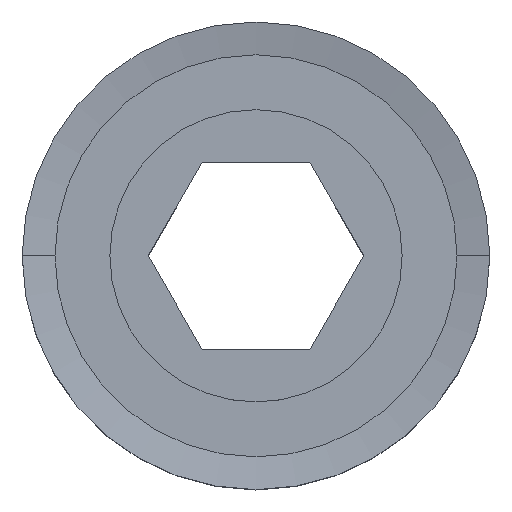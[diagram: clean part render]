
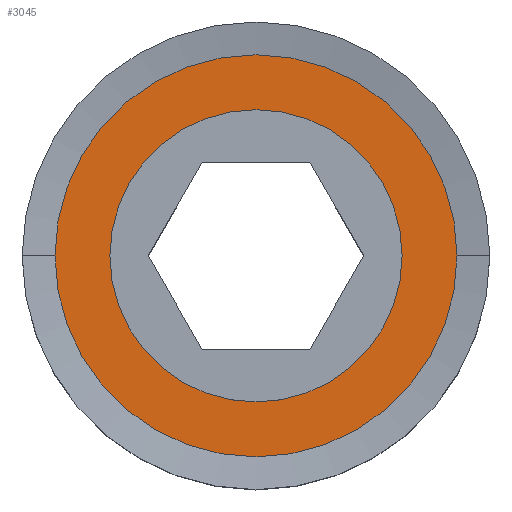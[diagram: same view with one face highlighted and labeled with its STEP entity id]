
A CAD part, top view. The second image highlights one B-rep face of the part: STEP entity #3045.
In plain terms, the highlighted planar face has unit normal (0, 0, 1).
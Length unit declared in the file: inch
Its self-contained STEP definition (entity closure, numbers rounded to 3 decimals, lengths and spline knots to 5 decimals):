
#69 = DIRECTION ( 'NONE',  ( 0., 0., 1. ) ) ;
#167 = VERTEX_POINT ( 'NONE', #16937 ) ;
#309 = DIRECTION ( 'NONE',  ( 0., 0., 1. ) ) ;
#407 = FACE_OUTER_BOUND ( 'NONE', #15096, .T. ) ;
#1356 = DIRECTION ( 'NONE',  ( 1., 0., 0. ) ) ;
#1515 = AXIS2_PLACEMENT_3D ( 'NONE', #16628, #4734, #1850 ) ;
#1761 = EDGE_CURVE ( 'NONE', #7273, #167, #9873, .T. ) ;
#1766 = CIRCLE ( 'NONE', #13165, 0.3937 ) ;
#1850 = DIRECTION ( 'NONE',  ( 1., 0., 0. ) ) ;
#1877 = AXIS2_PLACEMENT_3D ( 'NONE', #7437, #69, #1356 ) ;
#2366 = CARTESIAN_POINT ( 'NONE',  ( -0.3937, 0., 0.27067 ) ) ;
#2627 = DIRECTION ( 'NONE',  ( 0., 0., -1. ) ) ;
#2724 = CARTESIAN_POINT ( 'NONE',  ( 0., 0., 0.27067 ) ) ;
#3045 = ADVANCED_FACE ( 'NONE', ( #407, #3148 ), #13594, .T. ) ;
#3148 = FACE_BOUND ( 'NONE', #17183, .T. ) ;
#3247 = AXIS2_PLACEMENT_3D ( 'NONE', #2724, #2627, #8517 ) ;
#3269 = EDGE_CURVE ( 'NONE', #14387, #7584, #18371, .T. ) ;
#4734 = DIRECTION ( 'NONE',  ( 0., 0., 1. ) ) ;
#4979 = DIRECTION ( 'NONE',  ( 1., 0., 0. ) ) ;
#5301 = CARTESIAN_POINT ( 'NONE',  ( -0.54154, 0., 0.27067 ) ) ;
#7134 = EDGE_CURVE ( 'NONE', #167, #7273, #10222, .T. ) ;
#7273 = VERTEX_POINT ( 'NONE', #5301 ) ;
#7437 = CARTESIAN_POINT ( 'NONE',  ( 0., 0., 0.27067 ) ) ;
#7584 = VERTEX_POINT ( 'NONE', #13272 ) ;
#7778 = CARTESIAN_POINT ( 'NONE',  ( 0., 0., 0.27067 ) ) ;
#8517 = DIRECTION ( 'NONE',  ( 1., 0., 0. ) ) ;
#9873 = CIRCLE ( 'NONE', #1515, 0.54154 ) ;
#10222 = CIRCLE ( 'NONE', #1877, 0.54154 ) ;
#11547 = ORIENTED_EDGE ( 'NONE', *, *, #3269, .T. ) ;
#12946 = CARTESIAN_POINT ( 'NONE',  ( 0., 0., 0.27067 ) ) ;
#13025 = ORIENTED_EDGE ( 'NONE', *, *, #1761, .T. ) ;
#13165 = AXIS2_PLACEMENT_3D ( 'NONE', #12946, #13206, #13447 ) ;
#13206 = DIRECTION ( 'NONE',  ( 0., 0., -1. ) ) ;
#13272 = CARTESIAN_POINT ( 'NONE',  ( 0.3937, 0., 0.27067 ) ) ;
#13394 = EDGE_CURVE ( 'NONE', #7584, #14387, #1766, .T. ) ;
#13447 = DIRECTION ( 'NONE',  ( 1., 0., 0. ) ) ;
#13594 = PLANE ( 'NONE',  #14040 ) ;
#14040 = AXIS2_PLACEMENT_3D ( 'NONE', #7778, #309, #4979 ) ;
#14387 = VERTEX_POINT ( 'NONE', #2366 ) ;
#15096 = EDGE_LOOP ( 'NONE', ( #16567, #13025 ) ) ;
#16567 = ORIENTED_EDGE ( 'NONE', *, *, #7134, .T. ) ;
#16628 = CARTESIAN_POINT ( 'NONE',  ( 0., 0., 0.27067 ) ) ;
#16937 = CARTESIAN_POINT ( 'NONE',  ( 0.54154, 0., 0.27067 ) ) ;
#17183 = EDGE_LOOP ( 'NONE', ( #18775, #11547 ) ) ;
#18371 = CIRCLE ( 'NONE', #3247, 0.3937 ) ;
#18775 = ORIENTED_EDGE ( 'NONE', *, *, #13394, .T. ) ;
